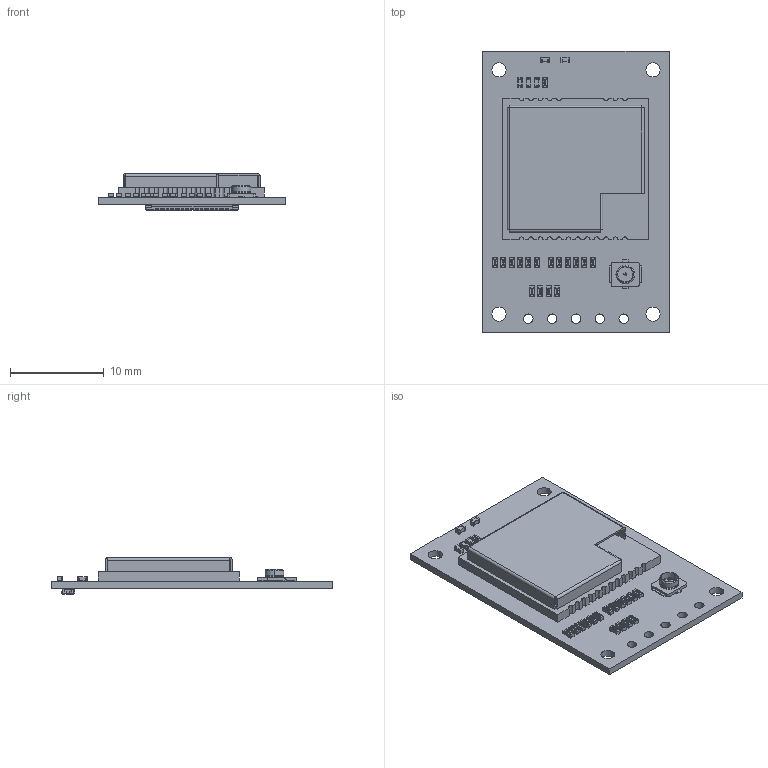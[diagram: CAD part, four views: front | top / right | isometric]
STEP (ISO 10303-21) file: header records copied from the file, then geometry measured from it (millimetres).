
FILE_DESCRIPTION(('Open CASCADE Model'),'2;1');
FILE_NAME('Open CASCADE Shape Model','2020-06-01T18:20:51',('Author'),( 'Open CASCADE'),'Open CASCADE STEP processor 6.8','Open CASCADE 6.8' ,'Unknown');
FILE_SCHEMA(('AUTOMOTIVE_DESIGN { 1 0 10303 214 1 1 1 1 }'));
Length unit declared in the file: millimetre
Products named in the file (39): PCB; Board; Open CASCADE STEP translator 6.8 10.1.1; C2; C0402; C1; C3; C5; C4; R15; RES_1005-0402; R16; R17; R6; R9; R1; R8; R3; R12; R13; R14; R2; R4; R7; R11; R5; R10; U1; 6310c00e_rak4200; J2; UFL-R-SMD; Part_525; Part_739; Part_578; Part_540; Part_562; Part_555; J1; axe640124
Assembly tree (58 placements, depth 4):
  PCB
    Board
      Open CASCADE STEP translator 6.8 10.1.1
    C2
      C0402
    C1
      C0402
    C3
      C0402
    C5
      C0402
    C4
      C0402
    R15
      RES_1005-0402
    R16
      RES_1005-0402
    R17
      RES_1005-0402
    R6
      RES_1005-0402
    R9
      RES_1005-0402
    R1
      RES_1005-0402
    R8
      RES_1005-0402
    R3
      RES_1005-0402
    R12
      RES_1005-0402
    R13
      RES_1005-0402
    R14
      RES_1005-0402
    R2
      RES_1005-0402
    R4
      RES_1005-0402
    R7
      RES_1005-0402
    R11
      RES_1005-0402
    R5
      RES_1005-0402
    R10
      RES_1005-0402
    U1
      6310c00e_rak4200
    J2
      UFL-R-SMD
        Part_525
        Part_739
        Part_578
        Part_540
        Part_562
        Part_555
    J1
      axe640124
Bounding box: 20 x 30 x 3.9 mm (x, y, z)
Volume: 734.2 mm3; surface area: 2474 mm2
Topology: 82 solids, 82 shells, 2742 faces, 6953 edges, 4457 vertices
Faces by surface type: plane 1866, bspline 494, cylinder 276, sphere 90, cone 12, torus 4
Full cylindrical faces by diameter (mm): 1.016 x5, 1.5 x4
Entity records: 35203 total; most frequent: CARTESIAN_POINT 8181, ORIENTED_EDGE 5370, DIRECTION 5006, EDGE_CURVE 2685, LINE 2142, VECTOR 2142, VERTEX_POINT 1729, AXIS2_PLACEMENT_3D 1432
